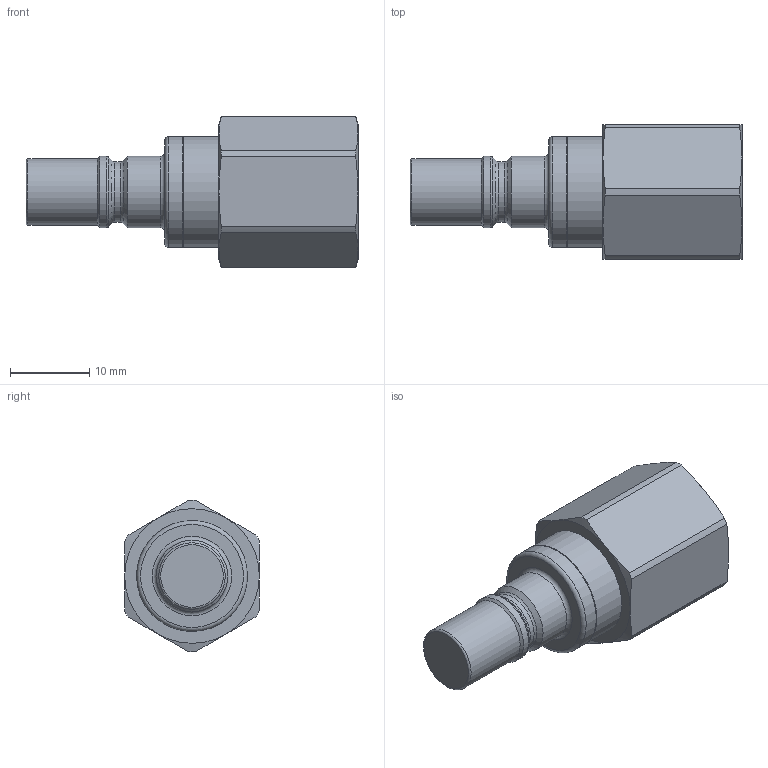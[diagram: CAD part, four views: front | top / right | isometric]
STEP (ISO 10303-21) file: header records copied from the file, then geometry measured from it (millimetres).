
FILE_DESCRIPTION((''),'2;1');
FILE_NAME('204SLIW13MPN.stp','2014-10-10T13:00:16',('SSC01480'),(''),'Autodesk Inventor 2013','Autodesk Inventor 2013','');
FILE_SCHEMA(('AUTOMOTIVE_DESIGN { 1 0 10303 214 1 1 1 1 }'));
Length unit declared in the file: millimetre
Products named in the file (1): D112151
Bounding box: 41.9 x 17.03 x 19.15 mm (x, y, z)
Volume: 5427.7 mm3; surface area: 3206.8 mm2
Topology: 1 solids, 6 shells, 71 faces, 155 edges, 92 vertices
Faces by surface type: cone 25, cylinder 21, plane 14, torus 11
Full cylindrical faces by diameter (mm): 7.6 x2, 8.4 x1, 9 x2, 9.4 x1, 10.35 x1, 10.45 x1, 11.4 x2, 11.445 x1, 11.46 x2, 14 x2
Entity records: 1719 total; most frequent: CARTESIAN_POINT 306, DIRECTION 294, ORIENTED_EDGE 210, AXIS2_PLACEMENT_3D 141, EDGE_LOOP 116, EDGE_CURVE 105, VERTEX_POINT 81, FACE_OUTER_BOUND 71
